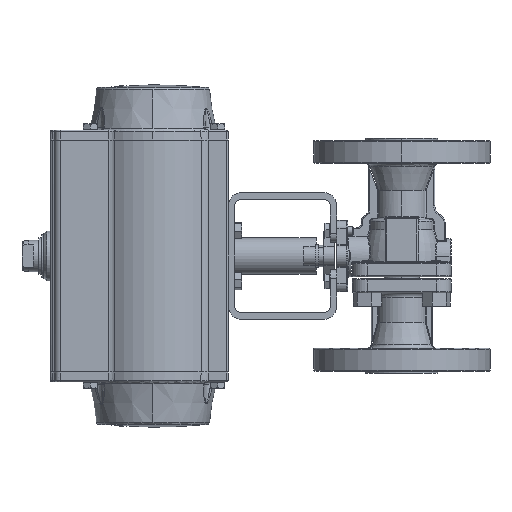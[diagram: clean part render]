
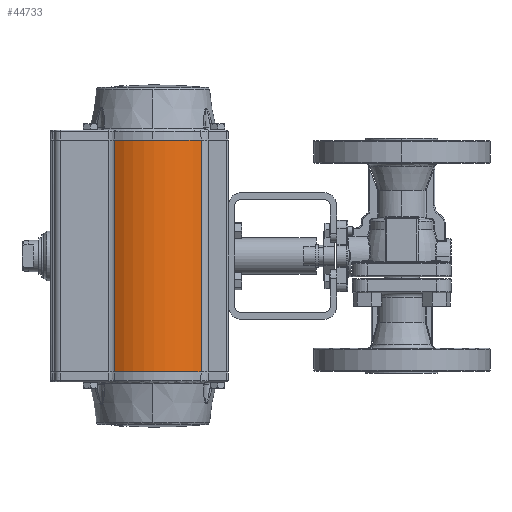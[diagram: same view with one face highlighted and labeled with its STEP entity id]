
A CAD part, left-side view. The second image highlights one B-rep face of the part: STEP entity #44733.
In plain terms, the highlighted cylindrical face has radius 47.5 mm (diameter 95 mm), a partial arc.
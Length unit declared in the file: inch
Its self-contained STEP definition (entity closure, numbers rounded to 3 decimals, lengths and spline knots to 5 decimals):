
#1106 = CARTESIAN_POINT ( 'NONE',  ( -1.53724, 7.95155, 3.20866 ) ) ;
#2238 = CARTESIAN_POINT ( 'NONE',  ( 0., 6.88661, -3.20866 ) ) ;
#3449 = LINE ( 'NONE', #22011, #49827 ) ;
#7835 = AXIS2_PLACEMENT_3D ( 'NONE', #2238, #38532, #26627 ) ;
#20502 = EDGE_CURVE ( 'NONE', #65326, #59265, #3449, .T. ) ;
#22011 = CARTESIAN_POINT ( 'NONE',  ( -1.53724, 7.95155, -3.20866 ) ) ;
#22506 = AXIS2_PLACEMENT_3D ( 'NONE', #62372, #26175, #68481 ) ;
#23365 = EDGE_LOOP ( 'NONE', ( #68110, #74821, #55343, #29184 ) ) ;
#24778 = LINE ( 'NONE', #29581, #38943 ) ;
#26175 = DIRECTION ( 'NONE',  ( 0., 0., -1. ) ) ;
#26627 = DIRECTION ( 'NONE',  ( 0., -1., 0. ) ) ;
#29184 = ORIENTED_EDGE ( 'NONE', *, *, #20502, .T. ) ;
#29581 = CARTESIAN_POINT ( 'NONE',  ( -1.30391, 5.54609, -3.20866 ) ) ;
#31684 = DIRECTION ( 'NONE',  ( 0., 0., 1. ) ) ;
#33927 = AXIS2_PLACEMENT_3D ( 'NONE', #67906, #31684, #73952 ) ;
#35278 = CIRCLE ( 'NONE', #33927, 1.87008 ) ;
#38532 = DIRECTION ( 'NONE',  ( 0., 0., 1. ) ) ;
#38943 = VECTOR ( 'NONE', #65757, 39.37008 ) ;
#39393 = EDGE_CURVE ( 'NONE', #61463, #63981, #24778, .T. ) ;
#41331 = FACE_OUTER_BOUND ( 'NONE', #23365, .T. ) ;
#44667 = CIRCLE ( 'NONE', #22506, 1.87008 ) ;
#44733 = ADVANCED_FACE ( 'NONE', ( #41331 ), #78178, .T. ) ;
#49827 = VECTOR ( 'NONE', #64310, 39.37008 ) ;
#50004 = EDGE_CURVE ( 'NONE', #59265, #61463, #35278, .T. ) ;
#51927 = CARTESIAN_POINT ( 'NONE',  ( -1.53724, 7.95155, -3.20866 ) ) ;
#55343 = ORIENTED_EDGE ( 'NONE', *, *, #69124, .T. ) ;
#59265 = VERTEX_POINT ( 'NONE', #51927 ) ;
#61463 = VERTEX_POINT ( 'NONE', #68078 ) ;
#62372 = CARTESIAN_POINT ( 'NONE',  ( 0., 6.88661, 3.20866 ) ) ;
#63981 = VERTEX_POINT ( 'NONE', #65931 ) ;
#64310 = DIRECTION ( 'NONE',  ( 0., 0., -1. ) ) ;
#65326 = VERTEX_POINT ( 'NONE', #1106 ) ;
#65757 = DIRECTION ( 'NONE',  ( 0., 0., 1. ) ) ;
#65931 = CARTESIAN_POINT ( 'NONE',  ( -1.30391, 5.54609, 3.20866 ) ) ;
#67906 = CARTESIAN_POINT ( 'NONE',  ( 0., 6.88661, -3.20866 ) ) ;
#68078 = CARTESIAN_POINT ( 'NONE',  ( -1.30391, 5.54609, -3.20866 ) ) ;
#68110 = ORIENTED_EDGE ( 'NONE', *, *, #50004, .T. ) ;
#68481 = DIRECTION ( 'NONE',  ( 0., -1., 0. ) ) ;
#69124 = EDGE_CURVE ( 'NONE', #63981, #65326, #44667, .T. ) ;
#73952 = DIRECTION ( 'NONE',  ( 0., -1., 0. ) ) ;
#74821 = ORIENTED_EDGE ( 'NONE', *, *, #39393, .T. ) ;
#78178 = CYLINDRICAL_SURFACE ( 'NONE', #7835, 1.87008 ) ;
